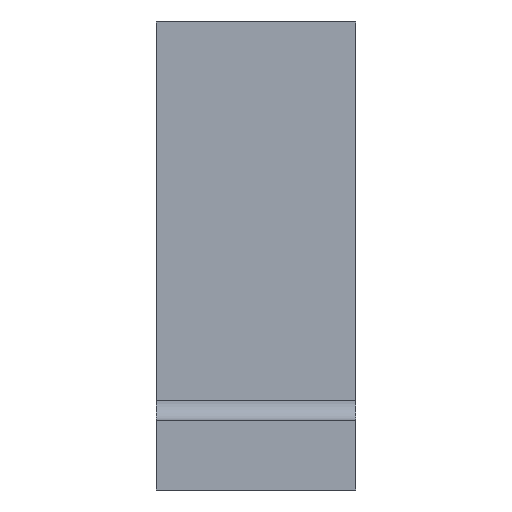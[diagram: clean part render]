
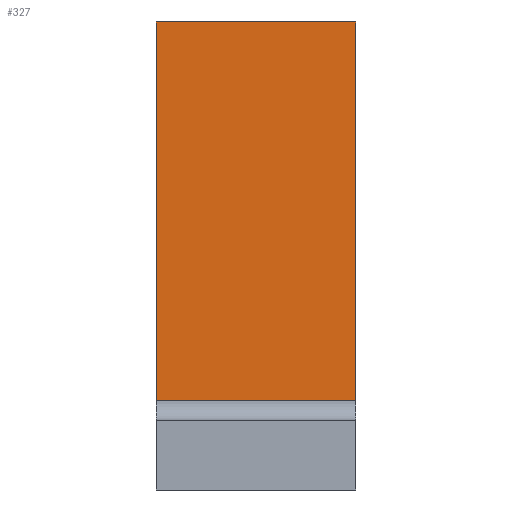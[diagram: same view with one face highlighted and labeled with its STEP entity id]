
A CAD part, left-side view. The second image highlights one B-rep face of the part: STEP entity #327.
In plain terms, the highlighted planar face has unit normal (-1, 0, 0).
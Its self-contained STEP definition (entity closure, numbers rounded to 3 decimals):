
#20=PLANE('',#369);
#34=FACE_OUTER_BOUND('',#52,.T.);
#52=EDGE_LOOP('',(#240,#241,#242,#243));
#74=LINE('',#505,#109);
#76=LINE('',#511,#111);
#77=LINE('',#513,#112);
#78=LINE('',#514,#113);
#109=VECTOR('',#410,10.);
#111=VECTOR('',#416,10.);
#112=VECTOR('',#417,10.);
#113=VECTOR('',#418,10.);
#158=VERTEX_POINT('',#502);
#159=VERTEX_POINT('',#504);
#161=VERTEX_POINT('',#510);
#162=VERTEX_POINT('',#512);
#190=EDGE_CURVE('',#158,#159,#74,.T.);
#193=EDGE_CURVE('',#158,#161,#76,.T.);
#194=EDGE_CURVE('',#162,#161,#77,.T.);
#195=EDGE_CURVE('',#159,#162,#78,.T.);
#240=ORIENTED_EDGE('',*,*,#190,.F.);
#241=ORIENTED_EDGE('',*,*,#193,.T.);
#242=ORIENTED_EDGE('',*,*,#194,.F.);
#243=ORIENTED_EDGE('',*,*,#195,.F.);
#327=ADVANCED_FACE('',(#34),#20,.T.);
#369=AXIS2_PLACEMENT_3D('',#509,#414,#415);
#410=DIRECTION('',(0.,1.,0.));
#414=DIRECTION('center_axis',(-1.,0.,0.));
#415=DIRECTION('ref_axis',(0.,-1.,0.));
#416=DIRECTION('',(0.,0.,1.));
#417=DIRECTION('',(0.,-1.,0.));
#418=DIRECTION('',(0.,0.,1.));
#502=CARTESIAN_POINT('',(33.,-10.,9.));
#504=CARTESIAN_POINT('',(33.,10.,9.));
#505=CARTESIAN_POINT('',(33.,5.,9.));
#509=CARTESIAN_POINT('Origin',(33.,10.,7.));
#510=CARTESIAN_POINT('',(33.,-10.,47.));
#511=CARTESIAN_POINT('',(33.,-10.,7.));
#512=CARTESIAN_POINT('',(33.,10.,47.));
#513=CARTESIAN_POINT('',(33.,10.,47.));
#514=CARTESIAN_POINT('',(33.,10.,7.));
